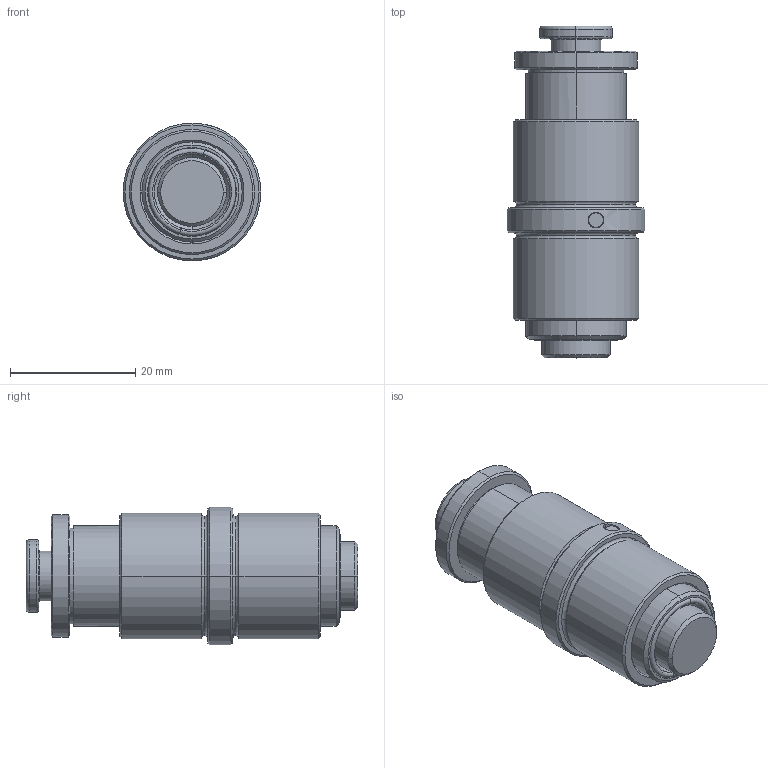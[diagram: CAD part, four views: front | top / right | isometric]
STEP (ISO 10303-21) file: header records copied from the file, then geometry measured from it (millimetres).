
FILE_DESCRIPTION (( 'STEP AP214' ), '1' );
FILE_NAME ('ae041620.stp', '2025-03-05T11:53:31', ( '' ), ( '' ), 'SwSTEP 2.0', 'SolidWorks 2021', '' );
FILE_SCHEMA (( 'AUTOMOTIVE_DESIGN' ));
Length unit declared in the file: millimetre
Products named in the file (11): 9AE031620-4; 1BOLAØ2,3; 1CASQPULS-4L_Pulsador_06; 9AE041620_tancat; ae041620; DIN6325 Ø2,5X20_Parallel Pin ISO 2338 - 2.5 h6 x 20 - St; 9AE031620-3; 1MUELLE04_comprimido; 9AE031620-2; Junta tórica Ø12x1; 9AE041620-1
Assembly tree (13 placements, depth 3):
  ae041620
    9AE041620_tancat
      9AE041620-1
      9AE031620-2
      9AE031620-3
      9AE031620-4
      DIN6325 Ø2,5X20_Parallel Pin ISO 2338 - 2.5 h6 x 20 - St
      Junta tórica Ø12x1
    1MUELLE04_comprimido
    1CASQPULS-4L_Pulsador_06
    1BOLAØ2,3  x4
Bounding box: 22 x 53 x 22 mm (x, y, z)
Volume: 12138 mm3; surface area: 12891.5 mm2
Topology: 12 solids, 12 shells, 419 faces, 1122 edges, 719 vertices
Faces by surface type: cylinder 170, plane 135, cone 64, torus 40, sphere 8, bspline 2
Entity records: 15104 total; most frequent: CARTESIAN_POINT 4393, DIRECTION 2218, ORIENTED_EDGE 2188, EDGE_CURVE 1094, AXIS2_PLACEMENT_3D 882, VERTEX_POINT 701, CIRCLE 454, VECTOR 454
